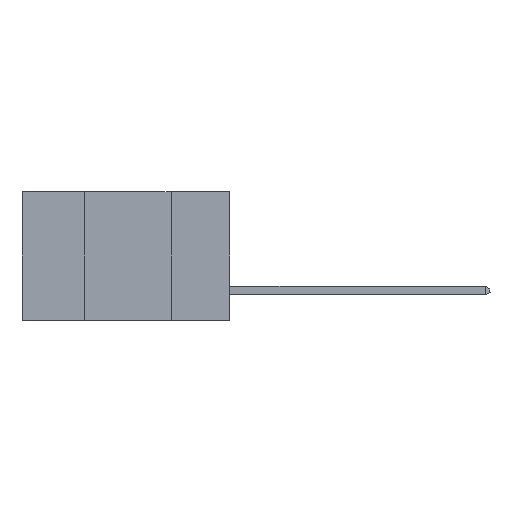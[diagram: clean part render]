
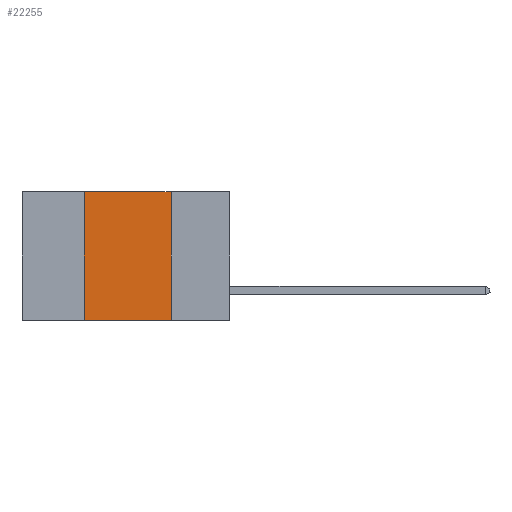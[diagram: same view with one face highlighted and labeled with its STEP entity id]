
A CAD part, left-side view. The second image highlights one B-rep face of the part: STEP entity #22255.
In plain terms, the highlighted planar face has unit normal (-1, 0, 0).
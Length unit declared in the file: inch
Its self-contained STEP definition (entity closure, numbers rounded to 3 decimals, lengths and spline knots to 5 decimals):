
#1059 = LINE ( 'NONE', #3461, #4759 ) ;
#1676 = CARTESIAN_POINT ( 'NONE',  ( 0., 0.6, 0. ) ) ;
#2713 = VECTOR ( 'NONE', #9601, 39.37008 ) ;
#3461 = CARTESIAN_POINT ( 'NONE',  ( 0., 0.42, 0. ) ) ;
#3856 = FACE_OUTER_BOUND ( 'NONE', #11175, .T. ) ;
#4759 = VECTOR ( 'NONE', #14201, 39.37008 ) ;
#5863 = CARTESIAN_POINT ( 'NONE',  ( 0., 0.42, 0. ) ) ;
#6852 = VECTOR ( 'NONE', #8531, 39.37008 ) ;
#8531 = DIRECTION ( 'NONE',  ( 0., -1., 0. ) ) ;
#8640 = DIRECTION ( 'NONE',  ( 0., 0., -1. ) ) ;
#8840 = EDGE_CURVE ( 'NONE', #9455, #20721, #1059, .T. ) ;
#8923 = LINE ( 'NONE', #1676, #6852 ) ;
#9136 = LINE ( 'NONE', #20680, #2713 ) ;
#9350 = EDGE_CURVE ( 'NONE', #9455, #17787, #9136, .T. ) ;
#9376 = ORIENTED_EDGE ( 'NONE', *, *, #8840, .F. ) ;
#9455 = VERTEX_POINT ( 'NONE', #21426 ) ;
#9601 = DIRECTION ( 'NONE',  ( 0., -1., 0. ) ) ;
#9832 = VERTEX_POINT ( 'NONE', #10279 ) ;
#10279 = CARTESIAN_POINT ( 'NONE',  ( 0., 0.17, 0. ) ) ;
#10649 = DIRECTION ( 'NONE',  ( 1., 0., 0. ) ) ;
#11175 = EDGE_LOOP ( 'NONE', ( #25968, #12753, #9376, #24904 ) ) ;
#12753 = ORIENTED_EDGE ( 'NONE', *, *, #26017, .F. ) ;
#14201 = DIRECTION ( 'NONE',  ( 0., 0., 1. ) ) ;
#14996 = CARTESIAN_POINT ( 'NONE',  ( 0., 0.17, 0. ) ) ;
#16380 = LINE ( 'NONE', #14996, #19408 ) ;
#17787 = VERTEX_POINT ( 'NONE', #27409 ) ;
#19376 = DIRECTION ( 'NONE',  ( 0., 0., -1. ) ) ;
#19408 = VECTOR ( 'NONE', #19376, 39.37008 ) ;
#20144 = EDGE_CURVE ( 'NONE', #9832, #17787, #16380, .T. ) ;
#20680 = CARTESIAN_POINT ( 'NONE',  ( 0., 0.6, -0.37 ) ) ;
#20721 = VERTEX_POINT ( 'NONE', #5863 ) ;
#21426 = CARTESIAN_POINT ( 'NONE',  ( 0., 0.42, -0.37 ) ) ;
#22255 = ADVANCED_FACE ( 'NONE', ( #3856 ), #23551, .F. ) ;
#23551 = PLANE ( 'NONE',  #27851 ) ;
#23826 = CARTESIAN_POINT ( 'NONE',  ( 0., 0.6, 0. ) ) ;
#24904 = ORIENTED_EDGE ( 'NONE', *, *, #9350, .T. ) ;
#25968 = ORIENTED_EDGE ( 'NONE', *, *, #20144, .F. ) ;
#26017 = EDGE_CURVE ( 'NONE', #20721, #9832, #8923, .T. ) ;
#27409 = CARTESIAN_POINT ( 'NONE',  ( 0., 0.17, -0.37 ) ) ;
#27851 = AXIS2_PLACEMENT_3D ( 'NONE', #23826, #10649, #8640 ) ;
